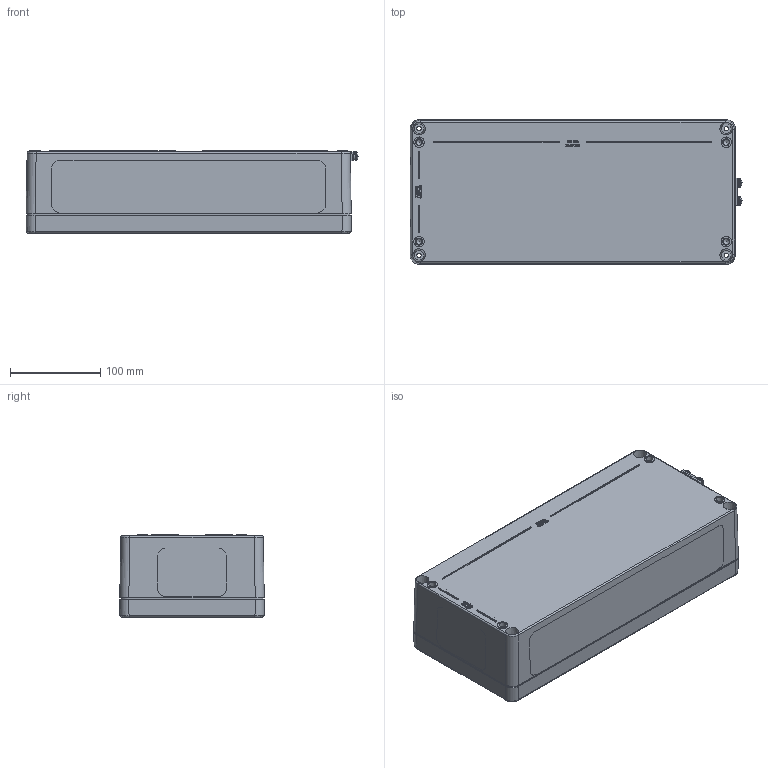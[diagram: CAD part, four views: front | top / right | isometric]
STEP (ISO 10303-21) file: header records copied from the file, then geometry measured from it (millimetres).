
FILE_DESCRIPTION((''),'2;1');
FILE_NAME('MBA Ex- 361690.stp','2011-12-21T14:04:14',('stefan.grimm'),(''),'Autodesk Inventor 2012','Autodesk Inventor 2012','');
FILE_SCHEMA(('AUTOMOTIVE_DESIGN { 1 0 10303 214 1 1 1 1 }'));
Length unit declared in the file: millimetre
Products named in the file (8): MBA Ex- 361690; MBA UT-361690 Aussenerde; OT-361690; Aussenerde m5 2; Aussenerde groß; AS 1968 5; NF EN 28744 - ersetzt durch NF EN ISO 8744 2 x 8; AS 1427 H - Metrisch M5 x 16
Assembly tree (10 placements, depth 3):
  MBA Ex- 361690
    MBA UT-361690 Aussenerde
    OT-361690
    Aussenerde m5 2
      Aussenerde groß  x2
      AS 1968 5  x2
      NF EN 28744 - ersetzt durch NF EN ISO 8744 2 x 8
      AS 1427 H - Metrisch M5 x 16  x2
Bounding box: 367.42 x 160 x 91 mm (x, y, z)
Volume: 991654.6 mm3; surface area: 430310.6 mm2
Topology: 9 solids, 9 shells, 1029 faces, 2666 edges, 1733 vertices
Faces by surface type: plane 440, bspline 330, cylinder 157, cone 87, torus 10, sphere 5
Full cylindrical faces by diameter (mm): 2 x3, 3 x4, 4.134 x2, 4.51 x2, 4.917 x11, 5 x2, 5.5 x8, 6.5 x4, 11 x4, 14 x4
Entity records: 39097 total; most frequent: CARTESIAN_POINT 17241, ORIENTED_EDGE 4810, DIRECTION 3554, EDGE_CURVE 2405, VERTEX_POINT 1613, VECTOR 1318, LINE 1318, EDGE_LOOP 1194
